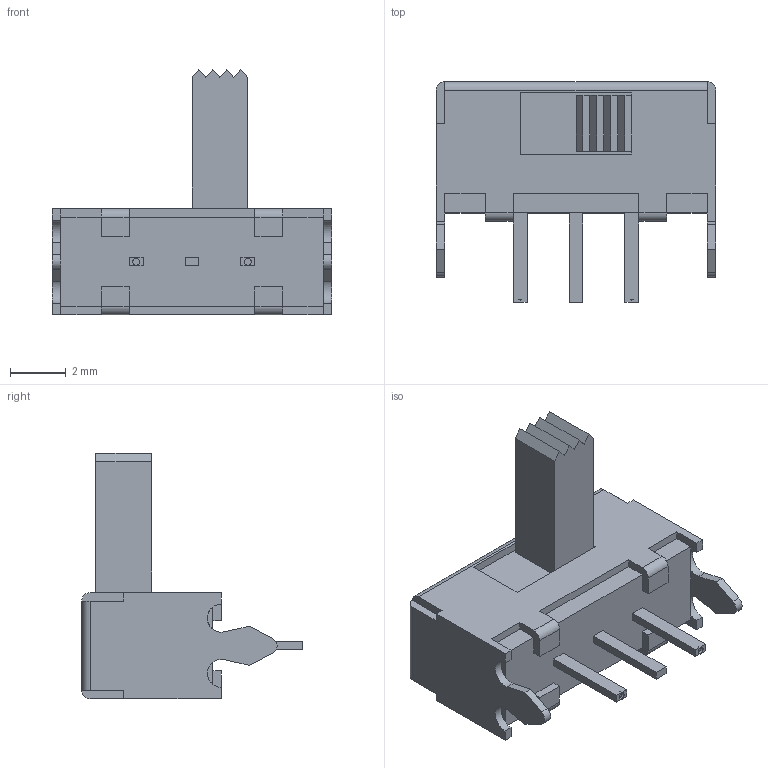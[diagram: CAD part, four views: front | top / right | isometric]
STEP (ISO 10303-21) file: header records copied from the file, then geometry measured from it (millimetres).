
FILE_DESCRIPTION (( 'STEP AP214' ), '1' );
FILE_NAME ('E-Switch EG1213.STEP', '2014-08-22T17:18:45', ( 'byoung' ), ( '' ), 'SwSTEP 2.0', 'SolidWorks 2013', '' );
FILE_SCHEMA (( 'AUTOMOTIVE_DESIGN' ));
Length unit declared in the file: inch
Products named in the file (1): E-Switch EG1213
Bounding box: 10 x 7.9 x 8.8 mm (x, y, z)
Volume: 196.4 mm3; surface area: 283.6 mm2
Topology: 1 solids, 1 shells, 123 faces, 327 edges, 212 vertices
Faces by surface type: plane 103, cylinder 20
Entity records: 5352 total; most frequent: CARTESIAN_POINT 663, ORIENTED_EDGE 654, DIRECTION 623, EDGE_CURVE 327, LINE 279, VECTOR 279, VERTEX_POINT 212, AXIS2_PLACEMENT_3D 172
